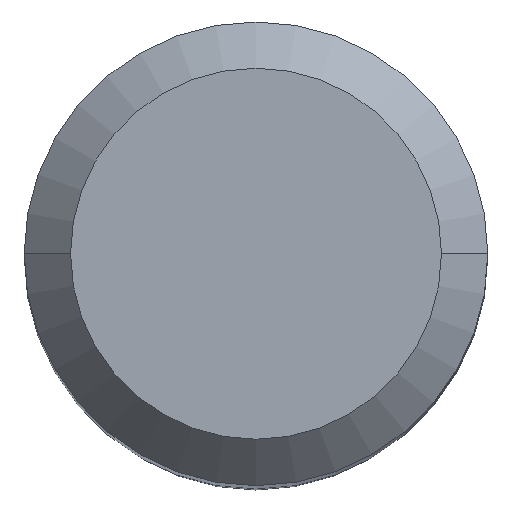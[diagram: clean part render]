
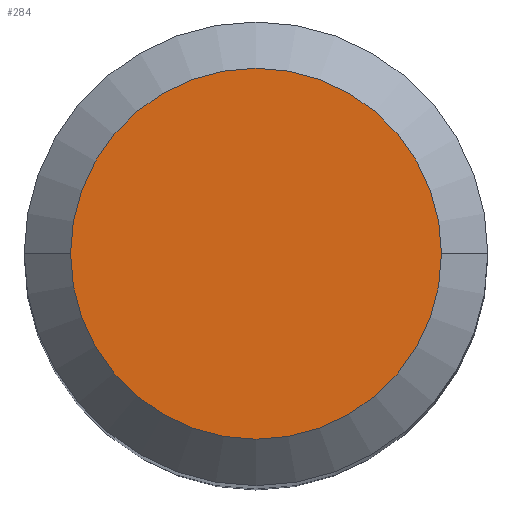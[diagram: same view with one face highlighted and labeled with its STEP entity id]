
A CAD part, top view. The second image highlights one B-rep face of the part: STEP entity #284.
In plain terms, the highlighted planar face has unit normal (0, 0, 1).
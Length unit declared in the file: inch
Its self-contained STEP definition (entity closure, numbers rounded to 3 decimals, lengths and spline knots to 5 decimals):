
#1 = VERTEX_POINT ( 'NONE', #355 ) ;
#35 = PLANE ( 'NONE',  #109 ) ;
#37 = CARTESIAN_POINT ( 'NONE',  ( 0., 0., 0. ) ) ;
#48 = AXIS2_PLACEMENT_3D ( 'NONE', #218, #322, #59 ) ;
#59 = DIRECTION ( 'NONE',  ( 1., 0., 0. ) ) ;
#109 = AXIS2_PLACEMENT_3D ( 'NONE', #37, #271, #383 ) ;
#145 = EDGE_CURVE ( 'NONE', #1, #229, #246, .T. ) ;
#180 = CARTESIAN_POINT ( 'NONE',  ( 0., 0., 0. ) ) ;
#217 = AXIS2_PLACEMENT_3D ( 'NONE', #180, #437, #402 ) ;
#218 = CARTESIAN_POINT ( 'NONE',  ( 0., 0., 0. ) ) ;
#229 = VERTEX_POINT ( 'NONE', #231 ) ;
#231 = CARTESIAN_POINT ( 'NONE',  ( 0.18896, 0., 0. ) ) ;
#246 = CIRCLE ( 'NONE', #48, 0.18896 ) ;
#260 = ORIENTED_EDGE ( 'NONE', *, *, #145, .T. ) ;
#271 = DIRECTION ( 'NONE',  ( 0., 0., -1. ) ) ;
#284 = ADVANCED_FACE ( 'NONE', ( #404 ), #35, .F. ) ;
#322 = DIRECTION ( 'NONE',  ( 0., 0., 1. ) ) ;
#355 = CARTESIAN_POINT ( 'NONE',  ( -0.18896, 0., 0. ) ) ;
#377 = EDGE_LOOP ( 'NONE', ( #260, #416 ) ) ;
#383 = DIRECTION ( 'NONE',  ( -1., 0., 0. ) ) ;
#402 = DIRECTION ( 'NONE',  ( 1., 0., 0. ) ) ;
#404 = FACE_OUTER_BOUND ( 'NONE', #377, .T. ) ;
#416 = ORIENTED_EDGE ( 'NONE', *, *, #463, .T. ) ;
#437 = DIRECTION ( 'NONE',  ( 0., 0., 1. ) ) ;
#463 = EDGE_CURVE ( 'NONE', #229, #1, #481, .T. ) ;
#481 = CIRCLE ( 'NONE', #217, 0.18896 ) ;
